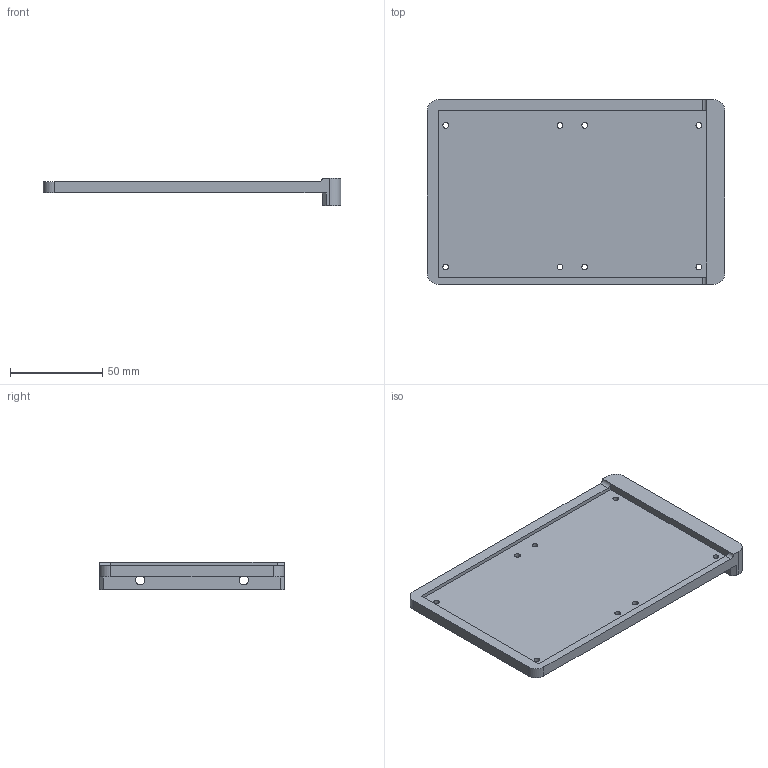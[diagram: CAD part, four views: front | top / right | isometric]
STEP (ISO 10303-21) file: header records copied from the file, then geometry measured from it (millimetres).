
FILE_DESCRIPTION (( 'STEP AP214' ), '1' );
FILE_NAME ('ssd tray.STEP', '2019-01-07T20:17:21', ( '' ), ( '' ), 'SwSTEP 2.0', 'SolidWorks 2017', '' );
FILE_SCHEMA (( 'AUTOMOTIVE_DESIGN' ));
Length unit declared in the file: millimetre
Products named in the file (1): ssd tray
Bounding box: 161 x 100 x 15 mm (x, y, z)
Volume: 78501.4 mm3; surface area: 38496.7 mm2
Topology: 1 solids, 1 shells, 48 faces, 142 edges, 94 vertices
Faces by surface type: cylinder 32, plane 16
Entity records: 1724 total; most frequent: CARTESIAN_POINT 329, DIRECTION 288, ORIENTED_EDGE 284, EDGE_CURVE 142, AXIS2_PLACEMENT_3D 105, VERTEX_POINT 94, VECTOR 78, LINE 78
